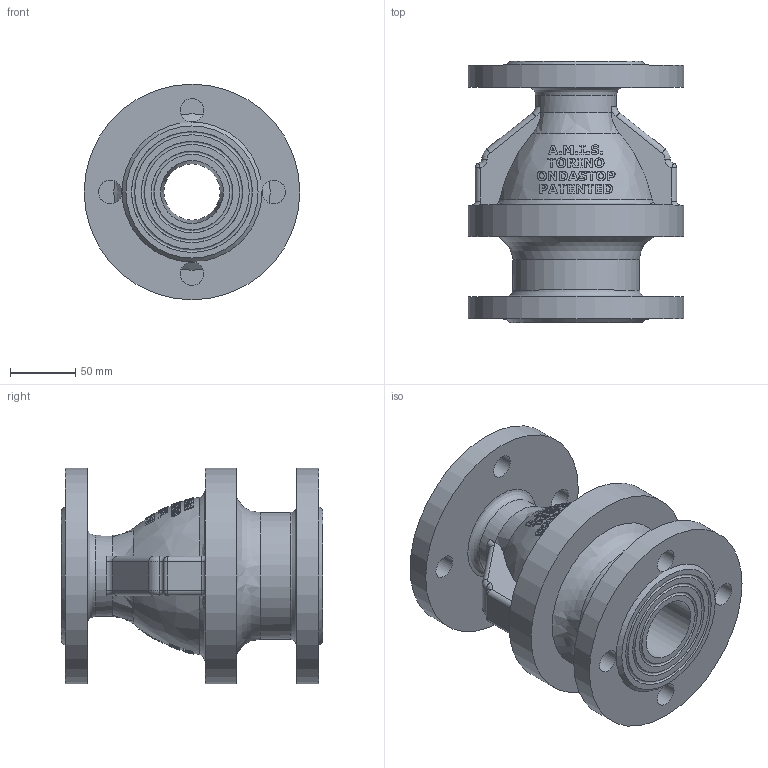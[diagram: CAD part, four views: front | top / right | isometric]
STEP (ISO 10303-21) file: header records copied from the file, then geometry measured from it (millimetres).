
FILE_DESCRIPTION((''),'2;1');
FILE_NAME('ONDASTOP DN 50 SHAPE.stp','2020-01-27T15:36:30',('BonifantiL'),(''),'Autodesk Inventor 2008','Autodesk Inventor 2008','');
FILE_SCHEMA(('AUTOMOTIVE_DESIGN { 1 0 10303 214 1 1 1 1 }'));
Length unit declared in the file: millimetre
Products named in the file (1): ONDASTOP DN 50 SHAPE
Bounding box: 165 x 200 x 165 mm (x, y, z)
Volume: 1348542.7 mm3; surface area: 252472.2 mm2
Topology: 1 solids, 1 shells, 643 faces, 1690 edges, 1103 vertices
Faces by surface type: plane 311, bspline 275, cylinder 34, torus 18, cone 5
Full cylindrical faces by diameter (mm): 18 x8, 48 x1, 50 x1, 62 x1, 83.055 x1, 97.055 x1, 112 x1, 165 x3
Entity records: 25251 total; most frequent: CARTESIAN_POINT 11392, ORIENTED_EDGE 3284, DIRECTION 2090, EDGE_CURVE 1642, VERTEX_POINT 1096, AXIS2_PLACEMENT_3D 783, EDGE_LOOP 756, B_SPLINE_CURVE_WITH_KNOTS 704
